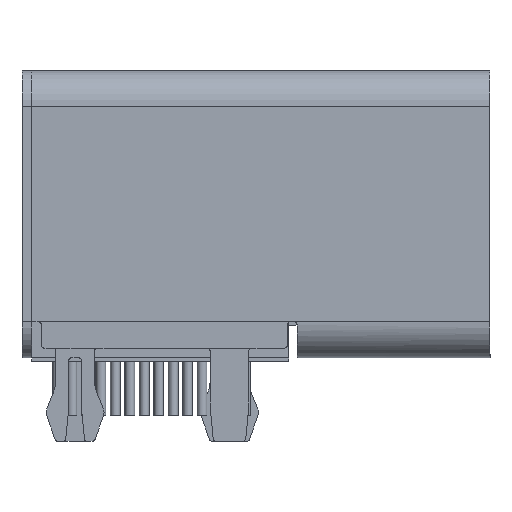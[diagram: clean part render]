
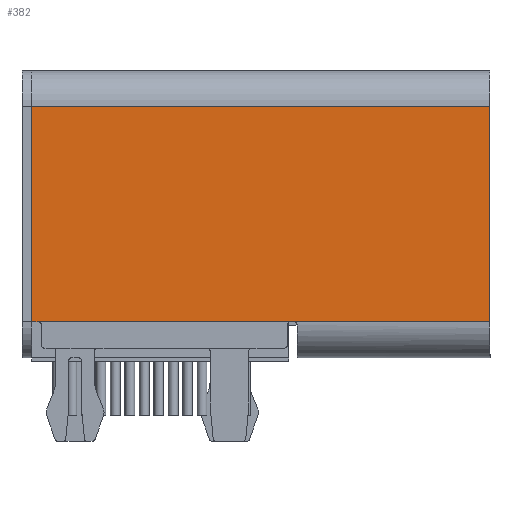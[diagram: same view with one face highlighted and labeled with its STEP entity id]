
A CAD part, left-side view. The second image highlights one B-rep face of the part: STEP entity #382.
In plain terms, the highlighted planar face has unit normal (-1, 0, 0).
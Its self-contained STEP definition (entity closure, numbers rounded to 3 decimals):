
#114 = EDGE_CURVE('',#115,#117,#119,.T.);
#115 = VERTEX_POINT('',#116);
#116 = CARTESIAN_POINT('',(-1.575,-14.25,1.125));
#117 = VERTEX_POINT('',#118);
#118 = CARTESIAN_POINT('',(-1.575,-14.25,7.815));
#119 = LINE('',#120,#121);
#120 = CARTESIAN_POINT('',(-1.575,-14.25,1.125));
#121 = VECTOR('',#122,1.);
#122 = DIRECTION('',(0.,0.,1.));
#382 = ADVANCED_FACE('',(#383),#457,.T.);
#383 = FACE_BOUND('',#384,.T.);
#384 = EDGE_LOOP('',(#385,#393,#394,#402,#410,#418,#426,#434,#442,#450)
  );
#385 = ORIENTED_EDGE('',*,*,#386,.T.);
#386 = EDGE_CURVE('',#387,#115,#389,.T.);
#387 = VERTEX_POINT('',#388);
#388 = CARTESIAN_POINT('',(-1.575,-8.181,1.125));
#389 = LINE('',#390,#391);
#390 = CARTESIAN_POINT('',(-1.575,0.,1.125));
#391 = VECTOR('',#392,1.);
#392 = DIRECTION('',(0.,-1.,0.));
#393 = ORIENTED_EDGE('',*,*,#114,.T.);
#394 = ORIENTED_EDGE('',*,*,#395,.F.);
#395 = EDGE_CURVE('',#396,#117,#398,.T.);
#396 = VERTEX_POINT('',#397);
#397 = CARTESIAN_POINT('',(-1.575,0.,7.815));
#398 = LINE('',#399,#400);
#399 = CARTESIAN_POINT('',(-1.575,0.,7.815));
#400 = VECTOR('',#401,1.);
#401 = DIRECTION('',(0.,-1.,0.));
#402 = ORIENTED_EDGE('',*,*,#403,.F.);
#403 = EDGE_CURVE('',#404,#396,#406,.T.);
#404 = VERTEX_POINT('',#405);
#405 = CARTESIAN_POINT('',(-1.575,0.,1.13));
#406 = LINE('',#407,#408);
#407 = CARTESIAN_POINT('',(-1.575,0.,1.125));
#408 = VECTOR('',#409,1.);
#409 = DIRECTION('',(0.,0.,1.));
#410 = ORIENTED_EDGE('',*,*,#411,.T.);
#411 = EDGE_CURVE('',#404,#412,#414,.T.);
#412 = VERTEX_POINT('',#413);
#413 = CARTESIAN_POINT('',(-1.575,-0.2,1.13));
#414 = LINE('',#415,#416);
#415 = CARTESIAN_POINT('',(-1.575,0.,1.13));
#416 = VECTOR('',#417,1.);
#417 = DIRECTION('',(0.,-1.,0.));
#418 = ORIENTED_EDGE('',*,*,#419,.T.);
#419 = EDGE_CURVE('',#412,#420,#422,.T.);
#420 = VERTEX_POINT('',#421);
#421 = CARTESIAN_POINT('',(-1.575,-0.3,1.13));
#422 = LINE('',#423,#424);
#423 = CARTESIAN_POINT('',(-1.575,0.,1.13));
#424 = VECTOR('',#425,1.);
#425 = DIRECTION('',(0.,-1.,0.));
#426 = ORIENTED_EDGE('',*,*,#427,.T.);
#427 = EDGE_CURVE('',#420,#428,#430,.T.);
#428 = VERTEX_POINT('',#429);
#429 = CARTESIAN_POINT('',(-1.575,-7.95,1.13));
#430 = LINE('',#431,#432);
#431 = CARTESIAN_POINT('',(-1.575,0.,1.13));
#432 = VECTOR('',#433,1.);
#433 = DIRECTION('',(0.,-1.,0.));
#434 = ORIENTED_EDGE('',*,*,#435,.T.);
#435 = EDGE_CURVE('',#428,#436,#438,.T.);
#436 = VERTEX_POINT('',#437);
#437 = CARTESIAN_POINT('',(-1.575,-8.05,1.13));
#438 = LINE('',#439,#440);
#439 = CARTESIAN_POINT('',(-1.575,0.,1.13));
#440 = VECTOR('',#441,1.);
#441 = DIRECTION('',(0.,-1.,0.));
#442 = ORIENTED_EDGE('',*,*,#443,.T.);
#443 = EDGE_CURVE('',#436,#444,#446,.T.);
#444 = VERTEX_POINT('',#445);
#445 = CARTESIAN_POINT('',(-1.575,-8.15,1.13));
#446 = LINE('',#447,#448);
#447 = CARTESIAN_POINT('',(-1.575,0.,1.13));
#448 = VECTOR('',#449,1.);
#449 = DIRECTION('',(0.,-1.,0.));
#450 = ORIENTED_EDGE('',*,*,#451,.F.);
#451 = EDGE_CURVE('',#387,#444,#452,.T.);
#452 = CIRCLE('',#453,0.1);
#453 = AXIS2_PLACEMENT_3D('',#454,#455,#456);
#454 = CARTESIAN_POINT('',(-1.575,-8.15,1.03));
#455 = DIRECTION('',(-1.,0.,0.));
#456 = DIRECTION('',(0.,-1.,0.));
#457 = PLANE('',#458);
#458 = AXIS2_PLACEMENT_3D('',#459,#460,#461);
#459 = CARTESIAN_POINT('',(-1.575,0.,1.125));
#460 = DIRECTION('',(-1.,0.,0.));
#461 = DIRECTION('',(0.,0.,1.));
